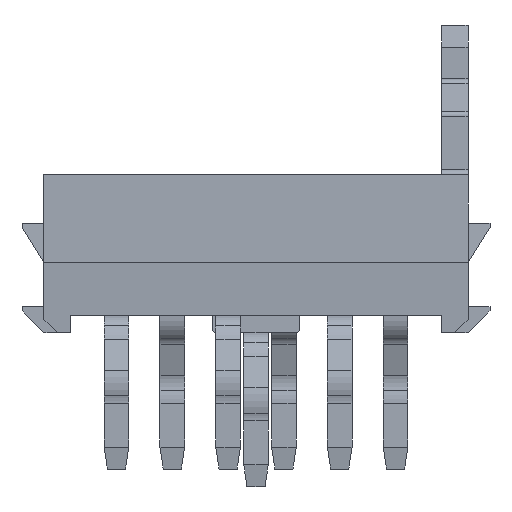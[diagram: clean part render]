
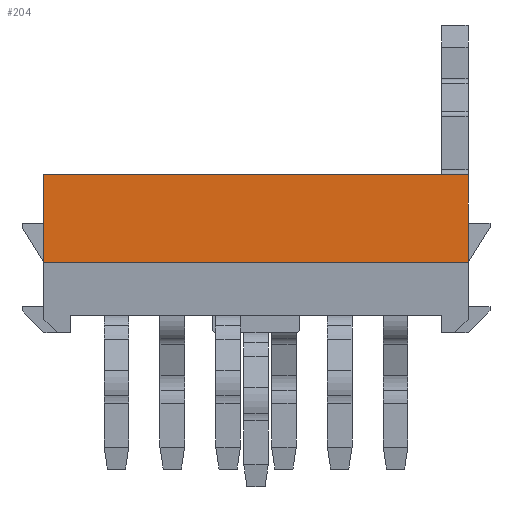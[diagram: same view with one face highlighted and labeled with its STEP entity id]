
A CAD part, front view. The second image highlights one B-rep face of the part: STEP entity #204.
In plain terms, the highlighted planar face has unit normal (0, -1, 0).
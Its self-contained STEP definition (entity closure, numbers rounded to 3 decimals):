
#204 = ADVANCED_FACE( '', ( #513 ), #514, .F. );
#513 = FACE_OUTER_BOUND( '', #937, .T. );
#514 = PLANE( '', #938 );
#937 = EDGE_LOOP( '', ( #1542, #1543, #1544, #1545 ) );
#938 = AXIS2_PLACEMENT_3D( '', #1546, #1547, #1548 );
#1542 = ORIENTED_EDGE( '', *, *, #2799, .T. );
#1543 = ORIENTED_EDGE( '', *, *, #2815, .F. );
#1544 = ORIENTED_EDGE( '', *, *, #2816, .F. );
#1545 = ORIENTED_EDGE( '', *, *, #2817, .F. );
#1546 = CARTESIAN_POINT( '', ( -4.825, -2.5, 3.6 ) );
#1547 = DIRECTION( '', ( 0., 1., 0. ) );
#1548 = DIRECTION( '', ( -1., 0., 0. ) );
#2799 = EDGE_CURVE( '', #3482, #3480, #3483, .T. );
#2815 = EDGE_CURVE( '', #3509, #3480, #3510, .T. );
#2816 = EDGE_CURVE( '', #3511, #3509, #3512, .T. );
#2817 = EDGE_CURVE( '', #3482, #3511, #3513, .T. );
#3480 = VERTEX_POINT( '', #4667 );
#3482 = VERTEX_POINT( '', #4670 );
#3483 = LINE( '', #4671, #4672 );
#3509 = VERTEX_POINT( '', #4710 );
#3510 = LINE( '', #4711, #4712 );
#3511 = VERTEX_POINT( '', #4713 );
#3512 = LINE( '', #4714, #4715 );
#3513 = LINE( '', #4716, #4717 );
#4667 = CARTESIAN_POINT( '', ( -4.825, -2.5, 1.6 ) );
#4670 = CARTESIAN_POINT( '', ( -4.825, -2.5, 3.6 ) );
#4671 = CARTESIAN_POINT( '', ( -4.825, -2.5, 3.6 ) );
#4672 = VECTOR( '', #5662, 1000. );
#4710 = CARTESIAN_POINT( '', ( 4.825, -2.5, 1.6 ) );
#4711 = CARTESIAN_POINT( '', ( 11.449, -2.5, 1.6 ) );
#4712 = VECTOR( '', #5675, 1000. );
#4713 = CARTESIAN_POINT( '', ( 4.825, -2.5, 3.6 ) );
#4714 = CARTESIAN_POINT( '', ( 4.825, -2.5, 3.6 ) );
#4715 = VECTOR( '', #5676, 1000. );
#4716 = CARTESIAN_POINT( '', ( -4.825, -2.5, 3.6 ) );
#4717 = VECTOR( '', #5677, 1000. );
#5662 = DIRECTION( '', ( 0., 0., -1. ) );
#5675 = DIRECTION( '', ( -1., 0., 0. ) );
#5676 = DIRECTION( '', ( 0., 0., -1. ) );
#5677 = DIRECTION( '', ( 1., 0., 0. ) );
